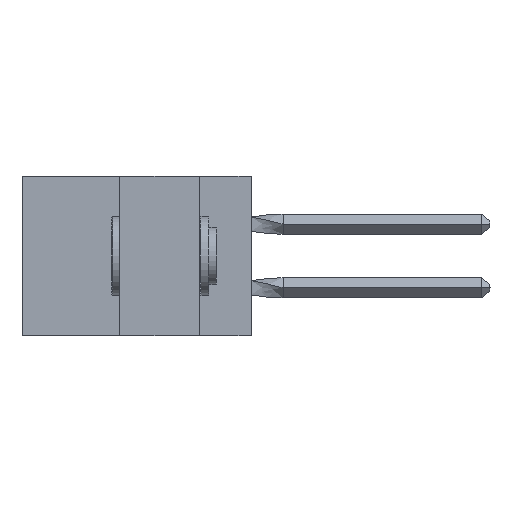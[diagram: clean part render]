
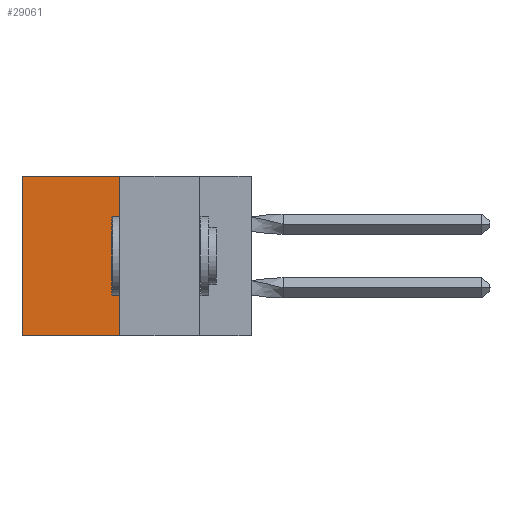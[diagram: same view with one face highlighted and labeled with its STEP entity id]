
A CAD part, left-side view. The second image highlights one B-rep face of the part: STEP entity #29061.
In plain terms, the highlighted planar face has unit normal (-1, 0, 0).
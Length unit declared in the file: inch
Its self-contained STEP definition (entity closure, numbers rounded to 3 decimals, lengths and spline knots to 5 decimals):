
#3470 = LINE ( 'NONE', #6139, #40127 ) ;
#5034 = CARTESIAN_POINT ( 'NONE',  ( 0.305, 0.413, -0.5 ) ) ;
#6139 = CARTESIAN_POINT ( 'NONE',  ( 0.305, 0.413, 0. ) ) ;
#6175 = LINE ( 'NONE', #17157, #15945 ) ;
#6229 = EDGE_CURVE ( 'NONE', #39968, #19789, #3470, .T. ) ;
#7386 = EDGE_CURVE ( 'NONE', #19789, #31819, #29194, .T. ) ;
#7591 = DIRECTION ( 'NONE',  ( 0., 1., 0. ) ) ;
#7884 = DIRECTION ( 'NONE',  ( 1., 0., 0. ) ) ;
#9019 = VECTOR ( 'NONE', #19362, 39.37008 ) ;
#9352 = CARTESIAN_POINT ( 'NONE',  ( 0.305, 0.413, 0. ) ) ;
#9639 = ORIENTED_EDGE ( 'NONE', *, *, #20338, .F. ) ;
#10541 = DIRECTION ( 'NONE',  ( 0., 1., 0. ) ) ;
#11643 = VECTOR ( 'NONE', #19619, 39.37008 ) ;
#12558 = AXIS2_PLACEMENT_3D ( 'NONE', #5034, #7884, #39696 ) ;
#14410 = PLANE ( 'NONE',  #12558 ) ;
#14509 = CARTESIAN_POINT ( 'NONE',  ( 0.305, 0.72, -0.5 ) ) ;
#15945 = VECTOR ( 'NONE', #7591, 39.37008 ) ;
#16267 = VERTEX_POINT ( 'NONE', #28342 ) ;
#17157 = CARTESIAN_POINT ( 'NONE',  ( 0.305, 0.413, -0.5 ) ) ;
#18210 = CARTESIAN_POINT ( 'NONE',  ( 0.305, 0.413, -0.5 ) ) ;
#18767 = FACE_OUTER_BOUND ( 'NONE', #20153, .T. ) ;
#19362 = DIRECTION ( 'NONE',  ( 0., 0., -1. ) ) ;
#19619 = DIRECTION ( 'NONE',  ( 0., 0., -1. ) ) ;
#19789 = VERTEX_POINT ( 'NONE', #33584 ) ;
#20153 = EDGE_LOOP ( 'NONE', ( #36394, #21855, #9639, #23579 ) ) ;
#20338 = EDGE_CURVE ( 'NONE', #39968, #16267, #35990, .T. ) ;
#21855 = ORIENTED_EDGE ( 'NONE', *, *, #31375, .F. ) ;
#23579 = ORIENTED_EDGE ( 'NONE', *, *, #6229, .T. ) ;
#28342 = CARTESIAN_POINT ( 'NONE',  ( 0.305, 0.413, -0.5 ) ) ;
#29061 = ADVANCED_FACE ( 'NONE', ( #18767 ), #14410, .F. ) ;
#29194 = LINE ( 'NONE', #14509, #11643 ) ;
#31375 = EDGE_CURVE ( 'NONE', #16267, #31819, #6175, .T. ) ;
#31544 = CARTESIAN_POINT ( 'NONE',  ( 0.305, 0.72, -0.5 ) ) ;
#31819 = VERTEX_POINT ( 'NONE', #31544 ) ;
#33584 = CARTESIAN_POINT ( 'NONE',  ( 0.305, 0.72, 0. ) ) ;
#35990 = LINE ( 'NONE', #18210, #9019 ) ;
#36394 = ORIENTED_EDGE ( 'NONE', *, *, #7386, .T. ) ;
#39696 = DIRECTION ( 'NONE',  ( 0., 0., -1. ) ) ;
#39968 = VERTEX_POINT ( 'NONE', #9352 ) ;
#40127 = VECTOR ( 'NONE', #10541, 39.37008 ) ;
